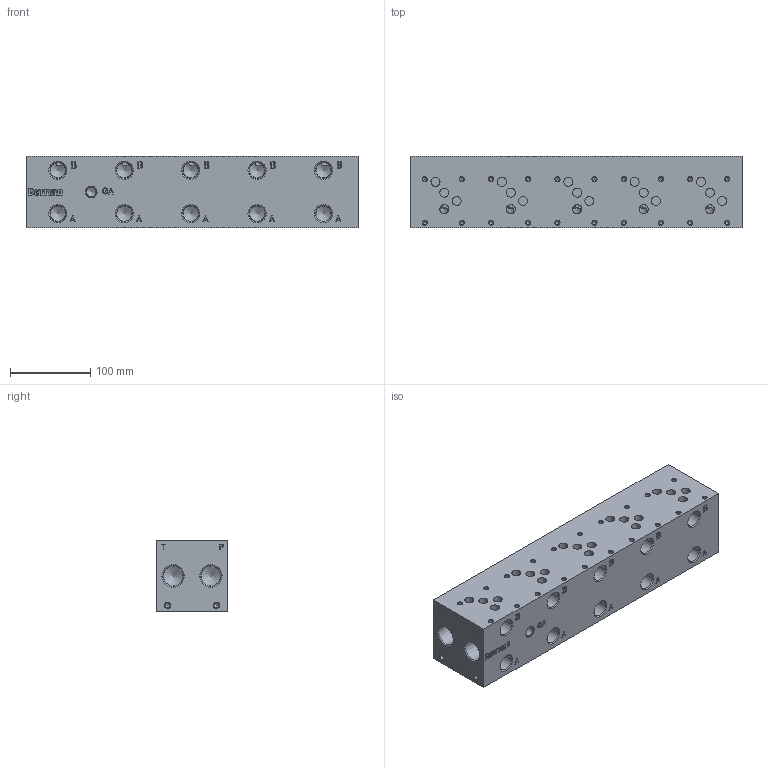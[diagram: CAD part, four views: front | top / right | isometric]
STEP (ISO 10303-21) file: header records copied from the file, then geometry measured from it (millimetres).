
FILE_DESCRIPTION( ( 'STEP AP214' ), ' ' );
FILE_NAME( 'AD05P053P.stp', '2018-05-10T03:18:09', ( '' ), ( '' ), ' ', 'PARTsolutions', ' ' );
FILE_SCHEMA( ( 'AUTOMOTIVE_DESIGN { 1 0 10303 214 1 1 1 1 }' ) );
Length unit declared in the file: inch
Products named in the file (1): _AD05P053P
Bounding box: 412.75 x 88.9 x 88.9 mm (x, y, z)
Volume: 3098477.1 mm3; surface area: 199984.4 mm2
Topology: 1 solids, 1 shells, 488 faces, 1230 edges, 796 vertices
Faces by surface type: plane 286, cylinder 109, cone 93
Full cylindrical faces by diameter (mm): 4.976 x20, 6.411 x4, 11.201 x20
Entity records: 17621 total; most frequent: CARTESIAN_POINT 2547, DIRECTION 2283, ORIENTED_EDGE 2076, EDGE_CURVE 1038, VERTEX_POINT 780, AXIS2_PLACEMENT_3D 776, LINE 731, VECTOR 731
